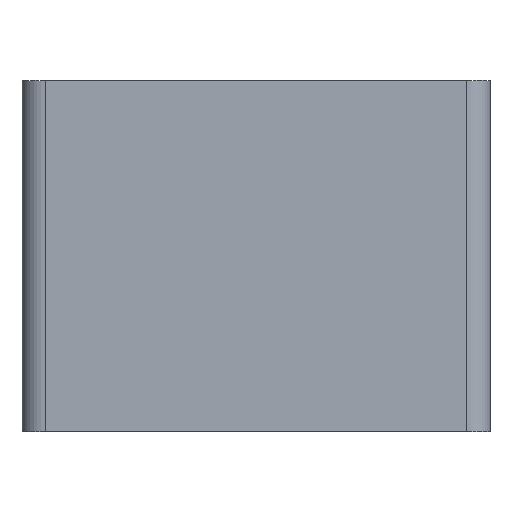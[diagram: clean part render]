
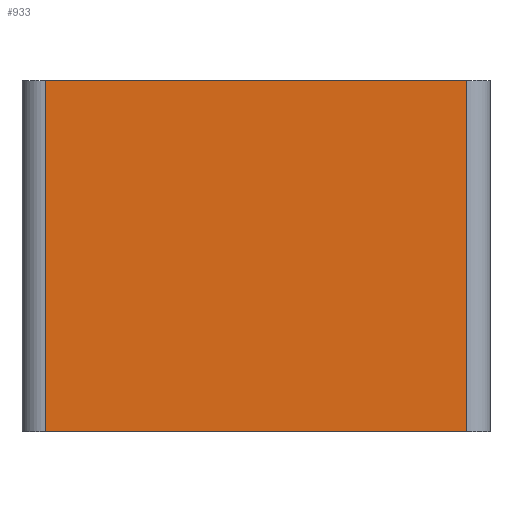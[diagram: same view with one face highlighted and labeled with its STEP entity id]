
A CAD part, front view. The second image highlights one B-rep face of the part: STEP entity #933.
In plain terms, the highlighted planar face has unit normal (0, -1, 0).
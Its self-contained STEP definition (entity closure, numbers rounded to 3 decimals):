
#114=FACE_OUTER_BOUND('',#175,.T.);
#175=EDGE_LOOP('',(#823,#824,#825,#826));
#223=LINE('',#1402,#324);
#278=LINE('',#1539,#379);
#279=LINE('',#1542,#380);
#280=LINE('',#1543,#381);
#324=VECTOR('',#1142,10.);
#379=VECTOR('',#1273,10.);
#380=VECTOR('',#1276,10.);
#381=VECTOR('',#1277,10.);
#419=VERTEX_POINT('',#1399);
#420=VERTEX_POINT('',#1401);
#464=VERTEX_POINT('',#1537);
#465=VERTEX_POINT('',#1541);
#520=EDGE_CURVE('',#419,#420,#223,.T.);
#589=EDGE_CURVE('',#464,#420,#278,.T.);
#590=EDGE_CURVE('',#465,#464,#279,.T.);
#591=EDGE_CURVE('',#465,#419,#280,.T.);
#823=ORIENTED_EDGE('',*,*,#590,.T.);
#824=ORIENTED_EDGE('',*,*,#589,.T.);
#825=ORIENTED_EDGE('',*,*,#520,.F.);
#826=ORIENTED_EDGE('',*,*,#591,.F.);
#883=PLANE('',#1023);
#933=ADVANCED_FACE('',(#114),#883,.T.);
#1023=AXIS2_PLACEMENT_3D('',#1540,#1274,#1275);
#1142=DIRECTION('',(1.,0.,0.));
#1273=DIRECTION('',(0.,0.,1.));
#1274=DIRECTION('center_axis',(0.,-1.,0.));
#1275=DIRECTION('ref_axis',(1.,0.,0.));
#1276=DIRECTION('',(1.,0.,0.));
#1277=DIRECTION('',(0.,0.,1.));
#1399=CARTESIAN_POINT('',(2.,0.,30.));
#1401=CARTESIAN_POINT('',(38.,0.,30.));
#1402=CARTESIAN_POINT('',(2.,0.,30.));
#1537=CARTESIAN_POINT('',(38.,0.,0.));
#1539=CARTESIAN_POINT('',(38.,0.,0.));
#1540=CARTESIAN_POINT('Origin',(2.,0.,0.));
#1541=CARTESIAN_POINT('',(2.,0.,0.));
#1542=CARTESIAN_POINT('',(2.,0.,0.));
#1543=CARTESIAN_POINT('',(2.,0.,0.));
